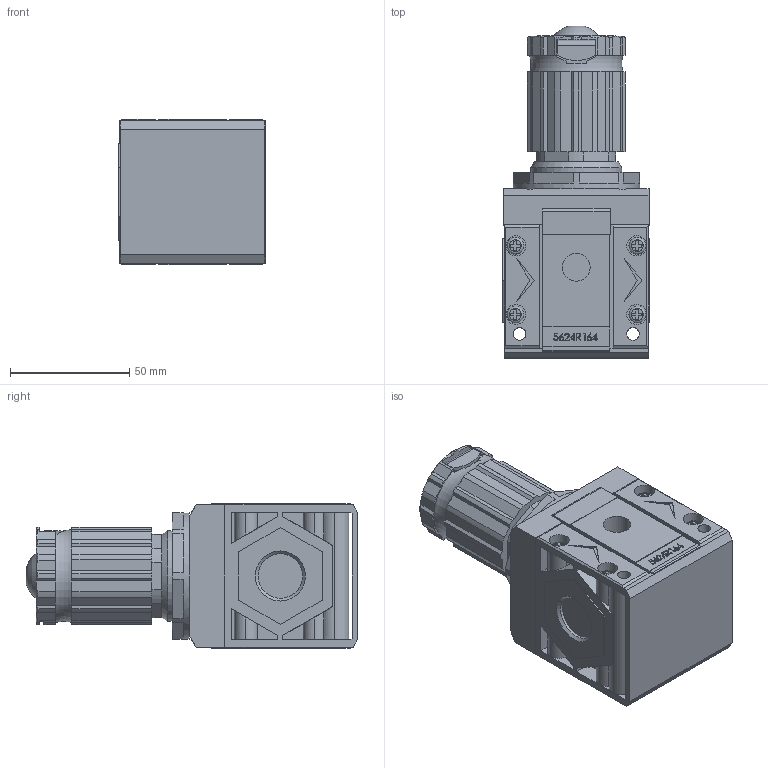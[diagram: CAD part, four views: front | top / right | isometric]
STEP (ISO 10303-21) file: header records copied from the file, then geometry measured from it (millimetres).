
FILE_DESCRIPTION(/* description */ ('Alibre Inc.'),/* implementation_level */ '2;1');
FILE_NAME(/* name */ 'export-A3E012DA-02C4-486E-9F7F-CB3782F69D8F',/* time_stamp */ '2022-06-14T14:02:58+02:00',/* author */ (''),/* organization */ (''),/* preprocessor_version */ 'ST-DEVELOPER v17',/* originating_system */ 'Alibre',/* authorisation */ '');
FILE_SCHEMA (('AUTOMOTIVE_DESIGN'));
Length unit declared in the file: millimetre
Products named in the file (9): _SC_BODY_510; _SC_REGULATOR_5; _SC_RING_NUT_M38x2; _SC_FLANGE_5; _SC_1/2_THREADED_PORTSize 21/2; _SC_PLUGSize 211.6; _SC_THREADED_PORT_SCREWSize 2; _5624R164_CODE_PLATE; 5624R164
Bounding box: 61.25 x 139 x 61 mm (x, y, z)
Volume: 306737.1 mm3; surface area: 78550.5 mm2
Topology: 13 solids, 13 shells, 1208 faces, 3243 edges, 2148 vertices
Faces by surface type: plane 753, cylinder 391, torus 32, cone 31, sphere 1
Full cylindrical faces by diameter (mm): 3.242 x4, 3.641 x1, 3.8 x4, 4.2 x8, 4.8 x4, 5.3 x2, 7 x4, 8.4 x4, 11.4 x4, 11.6 x3, 18.631 x2, 23.3 x2, 23.5 x2, 26.3 x4, 31.7 x2, 35.835 x1, 38 x1, 38.3 x1, 53 x1
Entity records: 31763 total; most frequent: CARTESIAN_POINT 6234, ORIENTED_EDGE 5290, DIRECTION 4526, EDGE_CURVE 2645, VERTEX_POINT 1755, AXIS2_PLACEMENT_3D 1731, VECTOR 1690, LINE 1690
